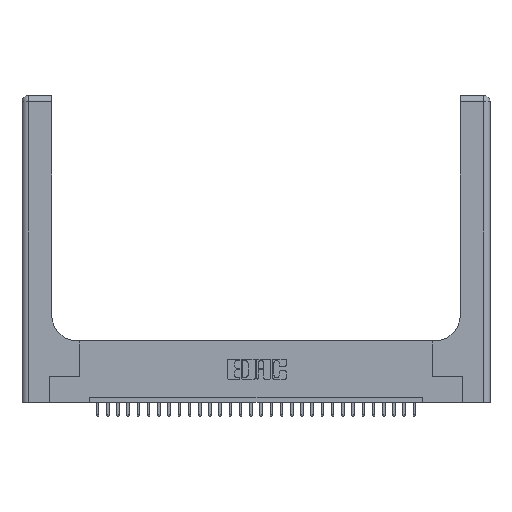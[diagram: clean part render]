
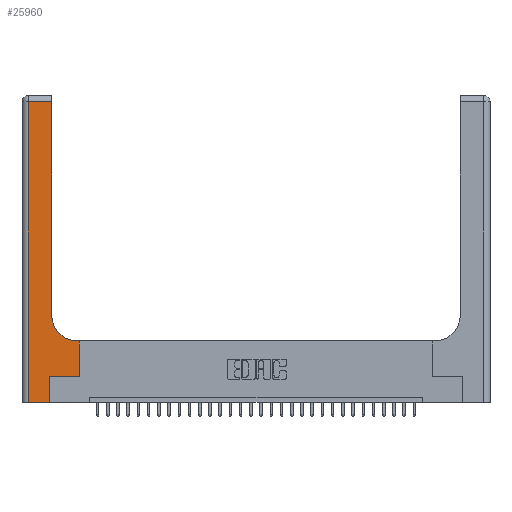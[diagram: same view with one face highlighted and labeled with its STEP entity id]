
A CAD part, top view. The second image highlights one B-rep face of the part: STEP entity #25960.
In plain terms, the highlighted planar face has unit normal (0, 0, 1).
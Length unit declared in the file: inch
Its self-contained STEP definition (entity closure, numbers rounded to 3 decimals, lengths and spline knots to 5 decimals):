
#228 = CARTESIAN_POINT ( 'NONE',  ( 0.269, 0., 0.37 ) ) ;
#259 = CARTESIAN_POINT ( 'NONE',  ( 0., 3., 0.37 ) ) ;
#784 = EDGE_CURVE ( 'NONE', #22242, #17100, #2225, .T. ) ;
#792 = ORIENTED_EDGE ( 'NONE', *, *, #16091, .T. ) ;
#1070 = CARTESIAN_POINT ( 'NONE',  ( 0.5585, 0.25, 0.37 ) ) ;
#1853 = VECTOR ( 'NONE', #27093, 39.37008 ) ;
#2171 = LINE ( 'NONE', #14802, #14822 ) ;
#2225 = LINE ( 'NONE', #20311, #1853 ) ;
#2263 = CARTESIAN_POINT ( 'NONE',  ( 0.269, 0., 0.37 ) ) ;
#2349 = VECTOR ( 'NONE', #9699, 39.37008 ) ;
#2905 = LINE ( 'NONE', #27194, #24787 ) ;
#3382 = EDGE_LOOP ( 'NONE', ( #26671, #16552, #5966, #12676, #29484, #18732, #20026, #5991, #792 ) ) ;
#3638 = CARTESIAN_POINT ( 'NONE',  ( 0.5415, 0.85, 0.37 ) ) ;
#4935 = LINE ( 'NONE', #14582, #2349 ) ;
#5391 = VERTEX_POINT ( 'NONE', #11790 ) ;
#5966 = ORIENTED_EDGE ( 'NONE', *, *, #17297, .T. ) ;
#5991 = ORIENTED_EDGE ( 'NONE', *, *, #21461, .T. ) ;
#6228 = DIRECTION ( 'NONE',  ( 0., 0., -1. ) ) ;
#6392 = AXIS2_PLACEMENT_3D ( 'NONE', #259, #21173, #14020 ) ;
#6762 = EDGE_CURVE ( 'NONE', #5391, #22242, #9365, .T. ) ;
#7834 = CARTESIAN_POINT ( 'NONE',  ( 0.269, 0.25, 0.37 ) ) ;
#8413 = DIRECTION ( 'NONE',  ( 0., -1., 0. ) ) ;
#9241 = VECTOR ( 'NONE', #25561, 39.37008 ) ;
#9365 = LINE ( 'NONE', #17900, #14955 ) ;
#9699 = DIRECTION ( 'NONE',  ( -1., 0., 0. ) ) ;
#10112 = DIRECTION ( 'NONE',  ( 1., 0., 0. ) ) ;
#10649 = VERTEX_POINT ( 'NONE', #24695 ) ;
#11264 = CARTESIAN_POINT ( 'NONE',  ( 0.5585, 0.6, 0.37 ) ) ;
#11743 = CARTESIAN_POINT ( 'NONE',  ( 0., 0., 0.37 ) ) ;
#11790 = CARTESIAN_POINT ( 'NONE',  ( 0.2915, 0.85, 0.37 ) ) ;
#12676 = ORIENTED_EDGE ( 'NONE', *, *, #14598, .T. ) ;
#12962 = LINE ( 'NONE', #2263, #9241 ) ;
#14020 = DIRECTION ( 'NONE',  ( -1., 0., 0. ) ) ;
#14264 = VERTEX_POINT ( 'NONE', #7834 ) ;
#14582 = CARTESIAN_POINT ( 'NONE',  ( 0.2915, 0.6, 0.37 ) ) ;
#14598 = EDGE_CURVE ( 'NONE', #29102, #15343, #14950, .T. ) ;
#14735 = VECTOR ( 'NONE', #8413, 39.37008 ) ;
#14751 = AXIS2_PLACEMENT_3D ( 'NONE', #3638, #6228, #24986 ) ;
#14802 = CARTESIAN_POINT ( 'NONE',  ( 0.269, 0.25, 0.37 ) ) ;
#14822 = VECTOR ( 'NONE', #10112, 39.37008 ) ;
#14950 = LINE ( 'NONE', #11743, #29740 ) ;
#14955 = VECTOR ( 'NONE', #15704, 39.37008 ) ;
#15343 = VERTEX_POINT ( 'NONE', #228 ) ;
#15704 = DIRECTION ( 'NONE',  ( 0., 1., 0. ) ) ;
#16091 = EDGE_CURVE ( 'NONE', #10649, #5391, #28867, .T. ) ;
#16552 = ORIENTED_EDGE ( 'NONE', *, *, #784, .T. ) ;
#17100 = VERTEX_POINT ( 'NONE', #23975 ) ;
#17297 = EDGE_CURVE ( 'NONE', #17100, #29102, #18828, .T. ) ;
#17900 = CARTESIAN_POINT ( 'NONE',  ( 0.2915, 3., 0.37 ) ) ;
#18732 = ORIENTED_EDGE ( 'NONE', *, *, #26582, .T. ) ;
#18828 = LINE ( 'NONE', #29838, #14735 ) ;
#18922 = DIRECTION ( 'NONE',  ( 1., 0., 0. ) ) ;
#19822 = CARTESIAN_POINT ( 'NONE',  ( 0.06, 0., 0.37 ) ) ;
#20026 = ORIENTED_EDGE ( 'NONE', *, *, #27388, .T. ) ;
#20219 = DIRECTION ( 'NONE',  ( 0., 1., 0. ) ) ;
#20311 = CARTESIAN_POINT ( 'NONE',  ( 0., 2.94, 0.37 ) ) ;
#21173 = DIRECTION ( 'NONE',  ( 0., 0., -1. ) ) ;
#21391 = PLANE ( 'NONE',  #6392 ) ;
#21461 = EDGE_CURVE ( 'NONE', #25080, #10649, #4935, .T. ) ;
#22242 = VERTEX_POINT ( 'NONE', #29232 ) ;
#22991 = FACE_OUTER_BOUND ( 'NONE', #3382, .T. ) ;
#23975 = CARTESIAN_POINT ( 'NONE',  ( 0.06, 2.94, 0.37 ) ) ;
#24367 = VERTEX_POINT ( 'NONE', #1070 ) ;
#24640 = EDGE_CURVE ( 'NONE', #15343, #14264, #12962, .T. ) ;
#24695 = CARTESIAN_POINT ( 'NONE',  ( 0.5415, 0.6, 0.37 ) ) ;
#24787 = VECTOR ( 'NONE', #20219, 39.37008 ) ;
#24986 = DIRECTION ( 'NONE',  ( 1., 0., 0. ) ) ;
#25080 = VERTEX_POINT ( 'NONE', #11264 ) ;
#25561 = DIRECTION ( 'NONE',  ( 0., 1., 0. ) ) ;
#25960 = ADVANCED_FACE ( 'NONE', ( #22991 ), #21391, .F. ) ;
#26582 = EDGE_CURVE ( 'NONE', #14264, #24367, #2171, .T. ) ;
#26671 = ORIENTED_EDGE ( 'NONE', *, *, #6762, .T. ) ;
#27093 = DIRECTION ( 'NONE',  ( -1., 0., 0. ) ) ;
#27194 = CARTESIAN_POINT ( 'NONE',  ( 0.5585, 0.25, 0.37 ) ) ;
#27388 = EDGE_CURVE ( 'NONE', #24367, #25080, #2905, .T. ) ;
#28867 = CIRCLE ( 'NONE', #14751, 0.25 ) ;
#29102 = VERTEX_POINT ( 'NONE', #19822 ) ;
#29232 = CARTESIAN_POINT ( 'NONE',  ( 0.2915, 2.94, 0.37 ) ) ;
#29484 = ORIENTED_EDGE ( 'NONE', *, *, #24640, .T. ) ;
#29740 = VECTOR ( 'NONE', #18922, 39.37008 ) ;
#29838 = CARTESIAN_POINT ( 'NONE',  ( 0.06, 3., 0.37 ) ) ;
